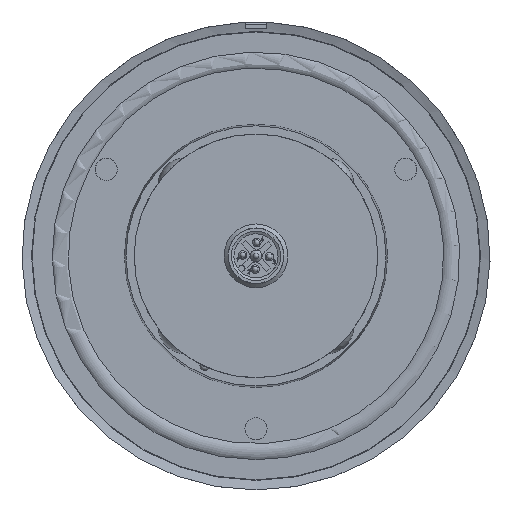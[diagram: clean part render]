
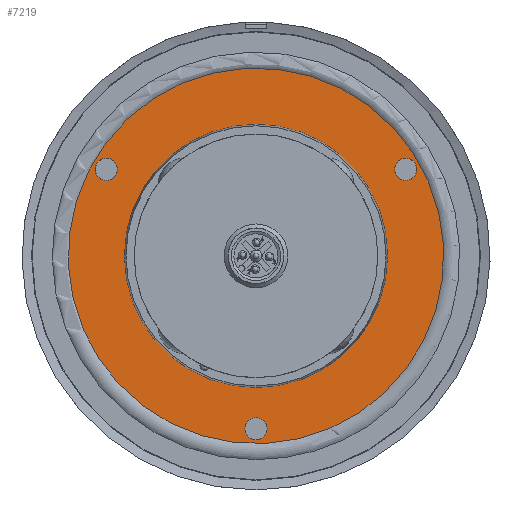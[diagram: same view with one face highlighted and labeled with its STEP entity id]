
A CAD part, front view. The second image highlights one B-rep face of the part: STEP entity #7219.
In plain terms, the highlighted planar face has unit normal (0, -1, 0).
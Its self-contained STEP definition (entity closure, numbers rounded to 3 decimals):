
#241 = FACE_BOUND ( 'NONE', #13709, .T. ) ;
#477 = DIRECTION ( 'NONE',  ( 0., 0., 1. ) ) ;
#688 = DIRECTION ( 'NONE',  ( 0., 0., 1. ) ) ;
#817 = CARTESIAN_POINT ( 'NONE',  ( 19.307, 4.4, -29.552 ) ) ;
#917 = EDGE_CURVE ( 'NONE', #1944, #1944, #10048, .T. ) ;
#1245 = AXIS2_PLACEMENT_3D ( 'NONE', #9231, #5013, #13704 ) ;
#1944 = VERTEX_POINT ( 'NONE', #817 ) ;
#2504 = EDGE_LOOP ( 'NONE', ( #7675 ) ) ;
#2571 = FACE_BOUND ( 'NONE', #14034, .T. ) ;
#2590 = CIRCLE ( 'NONE', #10597, 2.098 ) ;
#2733 = CARTESIAN_POINT ( 'NONE',  ( 28.146, 4.4, 16.25 ) ) ;
#2853 = CARTESIAN_POINT ( 'NONE',  ( 0., 4.4, -32.5 ) ) ;
#3077 = CARTESIAN_POINT ( 'NONE',  ( -28.146, 4.4, 18.348 ) ) ;
#3210 = EDGE_CURVE ( 'NONE', #6280, #6280, #10768, .T. ) ;
#3306 = ORIENTED_EDGE ( 'NONE', *, *, #9345, .T. ) ;
#3393 = DIRECTION ( 'NONE',  ( 0., 1., 0. ) ) ;
#3444 = DIRECTION ( 'NONE',  ( 0., 1., 0. ) ) ;
#4135 = AXIS2_PLACEMENT_3D ( 'NONE', #12811, #5356, #4418 ) ;
#4361 = CARTESIAN_POINT ( 'NONE',  ( 0., 4.4, -24.744 ) ) ;
#4418 = DIRECTION ( 'NONE',  ( 0.547, 0., -0.837 ) ) ;
#4579 = DIRECTION ( 'NONE',  ( 0., 0., 1. ) ) ;
#4699 = CARTESIAN_POINT ( 'NONE',  ( 28.146, 4.4, 18.348 ) ) ;
#5013 = DIRECTION ( 'NONE',  ( 0., -1., 0. ) ) ;
#5356 = DIRECTION ( 'NONE',  ( 0., 1., 0. ) ) ;
#5465 = CARTESIAN_POINT ( 'NONE',  ( -28.146, 4.4, 16.25 ) ) ;
#5563 = CIRCLE ( 'NONE', #1245, 24.744 ) ;
#5948 = EDGE_LOOP ( 'NONE', ( #10802 ) ) ;
#6058 = DIRECTION ( 'NONE',  ( 0., 1., 0. ) ) ;
#6091 = DIRECTION ( 'NONE',  ( 0., 1., 0. ) ) ;
#6209 = EDGE_CURVE ( 'NONE', #9803, #9803, #5563, .T. ) ;
#6280 = VERTEX_POINT ( 'NONE', #7348 ) ;
#6482 = AXIS2_PLACEMENT_3D ( 'NONE', #2733, #6091, #688 ) ;
#6724 = EDGE_CURVE ( 'NONE', #7552, #7552, #2590, .T. ) ;
#6923 = PLANE ( 'NONE',  #12575 ) ;
#7033 = ORIENTED_EDGE ( 'NONE', *, *, #3210, .T. ) ;
#7219 = ADVANCED_FACE ( 'NONE', ( #10017, #13409, #241, #12329, #2571 ), #6923, .F. ) ;
#7348 = CARTESIAN_POINT ( 'NONE',  ( 0., 4.4, -30.402 ) ) ;
#7552 = VERTEX_POINT ( 'NONE', #3077 ) ;
#7675 = ORIENTED_EDGE ( 'NONE', *, *, #6724, .T. ) ;
#8706 = AXIS2_PLACEMENT_3D ( 'NONE', #2853, #6058, #477 ) ;
#9231 = CARTESIAN_POINT ( 'NONE',  ( 0., 4.4, 0. ) ) ;
#9345 = EDGE_CURVE ( 'NONE', #12249, #12249, #12608, .T. ) ;
#9607 = EDGE_LOOP ( 'NONE', ( #7033 ) ) ;
#9803 = VERTEX_POINT ( 'NONE', #4361 ) ;
#10017 = FACE_BOUND ( 'NONE', #9607, .T. ) ;
#10048 = CIRCLE ( 'NONE', #4135, 35.3 ) ;
#10597 = AXIS2_PLACEMENT_3D ( 'NONE', #5465, #3393, #13006 ) ;
#10768 = CIRCLE ( 'NONE', #8706, 2.098 ) ;
#10802 = ORIENTED_EDGE ( 'NONE', *, *, #917, .F. ) ;
#12249 = VERTEX_POINT ( 'NONE', #4699 ) ;
#12329 = FACE_OUTER_BOUND ( 'NONE', #5948, .T. ) ;
#12575 = AXIS2_PLACEMENT_3D ( 'NONE', #13183, #3444, #4579 ) ;
#12608 = CIRCLE ( 'NONE', #6482, 2.098 ) ;
#12811 = CARTESIAN_POINT ( 'NONE',  ( 0., 4.4, 0. ) ) ;
#13006 = DIRECTION ( 'NONE',  ( 0., 0., 1. ) ) ;
#13183 = CARTESIAN_POINT ( 'NONE',  ( -35.3, 4.4, 0. ) ) ;
#13409 = FACE_BOUND ( 'NONE', #2504, .T. ) ;
#13493 = ORIENTED_EDGE ( 'NONE', *, *, #6209, .F. ) ;
#13704 = DIRECTION ( 'NONE',  ( 0., 0., -1. ) ) ;
#13709 = EDGE_LOOP ( 'NONE', ( #3306 ) ) ;
#14034 = EDGE_LOOP ( 'NONE', ( #13493 ) ) ;
